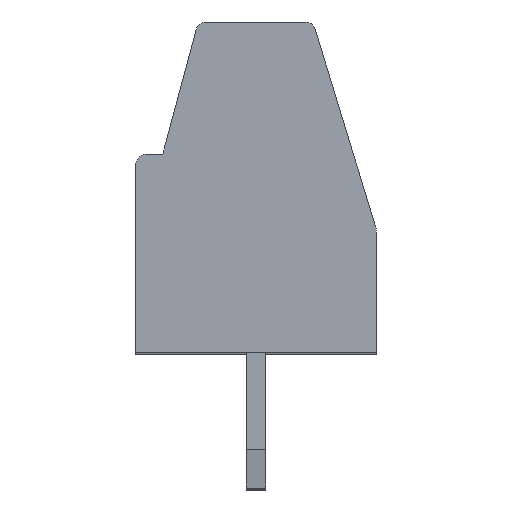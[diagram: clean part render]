
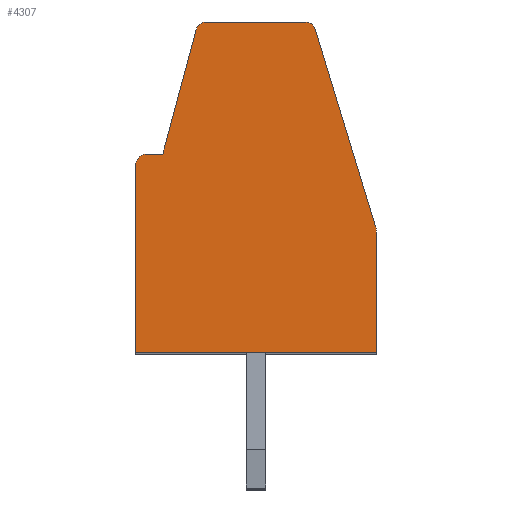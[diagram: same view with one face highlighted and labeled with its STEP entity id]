
A CAD part, top view. The second image highlights one B-rep face of the part: STEP entity #4307.
In plain terms, the highlighted planar face has unit normal (0, 0, 1).
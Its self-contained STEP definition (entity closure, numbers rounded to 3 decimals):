
#14=DIRECTION('',(0.,-1.,0.));
#15=VECTOR('',#14,3.075);
#16=CARTESIAN_POINT('',(3.1,3.075,29.44));
#17=LINE('',#16,#15);
#18=DIRECTION('',(0.,1.,0.));
#19=VECTOR('',#18,4.8);
#20=CARTESIAN_POINT('',(-3.1,0.,29.44));
#21=LINE('',#20,#19);
#22=CARTESIAN_POINT('',(-2.8,4.8,29.44));
#23=DIRECTION('',(0.,0.,-1.));
#24=DIRECTION('',(-1.,0.,0.));
#25=AXIS2_PLACEMENT_3D('',#22,#23,#24);
#27=DIRECTION('',(1.,0.,0.));
#28=VECTOR('',#27,0.4);
#29=CARTESIAN_POINT('',(-2.8,5.1,29.44));
#30=LINE('',#29,#28);
#31=DIRECTION('',(0.259,0.966,0.));
#32=VECTOR('',#31,3.328);
#33=CARTESIAN_POINT('',(-2.4,5.1,29.44));
#34=LINE('',#33,#32);
#35=CARTESIAN_POINT('',(-1.297,8.25,29.44));
#36=DIRECTION('',(0.,0.,-1.));
#37=DIRECTION('',(-0.966,0.259,0.));
#38=AXIS2_PLACEMENT_3D('',#35,#36,#37);
#40=CARTESIAN_POINT('',(1.279,8.25,29.44));
#41=DIRECTION('',(0.,0.,-1.));
#42=DIRECTION('',(-0.001,1.,0.));
#43=AXIS2_PLACEMENT_3D('',#40,#41,#42);
#45=DIRECTION('',(0.292,-0.956,0.));
#46=VECTOR('',#45,5.335);
#47=CARTESIAN_POINT('',(1.518,8.323,29.44));
#48=LINE('',#47,#46);
#49=CARTESIAN_POINT('',(2.6,3.075,29.44));
#50=DIRECTION('',(0.,0.,-1.));
#51=DIRECTION('',(0.956,0.292,0.));
#52=AXIS2_PLACEMENT_3D('',#49,#50,#51);
#80=DIRECTION('',(-1.,0.,0.));
#81=VECTOR('',#80,2.576);
#82=CARTESIAN_POINT('',(1.279,8.5,29.44));
#83=LINE('',#82,#81);
#500=DIRECTION('',(1.,0.,0.));
#501=VECTOR('',#500,6.2);
#502=CARTESIAN_POINT('',(-3.1,0.,29.44));
#503=LINE('',#502,#501);
#3274=CARTESIAN_POINT('',(3.1,3.075,29.44));
#3275=CARTESIAN_POINT('',(3.1,0.,29.44));
#3276=VERTEX_POINT('',#3274);
#3277=VERTEX_POINT('',#3275);
#3278=CARTESIAN_POINT('',(3.078,3.221,29.44));
#3279=VERTEX_POINT('',#3278);
#3280=CARTESIAN_POINT('',(1.518,8.323,29.44));
#3281=VERTEX_POINT('',#3280);
#3282=CARTESIAN_POINT('',(1.279,8.5,29.44));
#3283=VERTEX_POINT('',#3282);
#3284=CARTESIAN_POINT('',(-1.538,8.315,29.44));
#3285=CARTESIAN_POINT('',(-1.297,8.5,29.44));
#3286=VERTEX_POINT('',#3284);
#3287=VERTEX_POINT('',#3285);
#3288=CARTESIAN_POINT('',(-2.4,5.1,29.44));
#3289=VERTEX_POINT('',#3288);
#3290=CARTESIAN_POINT('',(-2.8,5.1,29.44));
#3291=VERTEX_POINT('',#3290);
#3292=CARTESIAN_POINT('',(-3.1,4.8,29.44));
#3293=VERTEX_POINT('',#3292);
#3294=CARTESIAN_POINT('',(-3.1,0.,29.44));
#3295=VERTEX_POINT('',#3294);
#4278=CARTESIAN_POINT('',(0.,0.,29.44));
#4279=DIRECTION('',(0.,0.,1.));
#4280=DIRECTION('',(1.,0.,0.));
#4281=AXIS2_PLACEMENT_3D('',#4278,#4279,#4280);
#4282=PLANE('',#4281);
#4284=ORIENTED_EDGE('',*,*,#4283,.T.);
#4286=ORIENTED_EDGE('',*,*,#4285,.F.);
#4288=ORIENTED_EDGE('',*,*,#4287,.T.);
#4290=ORIENTED_EDGE('',*,*,#4289,.T.);
#4292=ORIENTED_EDGE('',*,*,#4291,.T.);
#4294=ORIENTED_EDGE('',*,*,#4293,.T.);
#4296=ORIENTED_EDGE('',*,*,#4295,.T.);
#4298=ORIENTED_EDGE('',*,*,#4297,.F.);
#4300=ORIENTED_EDGE('',*,*,#4299,.T.);
#4302=ORIENTED_EDGE('',*,*,#4301,.T.);
#4304=ORIENTED_EDGE('',*,*,#4303,.T.);
#4305=EDGE_LOOP('',(#4284,#4286,#4288,#4290,#4292,#4294,#4296,#4298,#4300,#4302,
#4304));
#4306=FACE_OUTER_BOUND('',#4305,.F.);
#26=CIRCLE('',#25,0.3);
#39=CIRCLE('',#38,0.25);
#44=CIRCLE('',#43,0.25);
#53=CIRCLE('',#52,0.5);
#4283=EDGE_CURVE('',#3276,#3277,#17,.T.);
#4285=EDGE_CURVE('',#3295,#3277,#503,.T.);
#4287=EDGE_CURVE('',#3295,#3293,#21,.T.);
#4289=EDGE_CURVE('',#3293,#3291,#26,.T.);
#4291=EDGE_CURVE('',#3291,#3289,#30,.T.);
#4293=EDGE_CURVE('',#3289,#3286,#34,.T.);
#4295=EDGE_CURVE('',#3286,#3287,#39,.T.);
#4297=EDGE_CURVE('',#3283,#3287,#83,.T.);
#4299=EDGE_CURVE('',#3283,#3281,#44,.T.);
#4301=EDGE_CURVE('',#3281,#3279,#48,.T.);
#4303=EDGE_CURVE('',#3279,#3276,#53,.T.);
#4307=ADVANCED_FACE('',(#4306),#4282,.T.);
